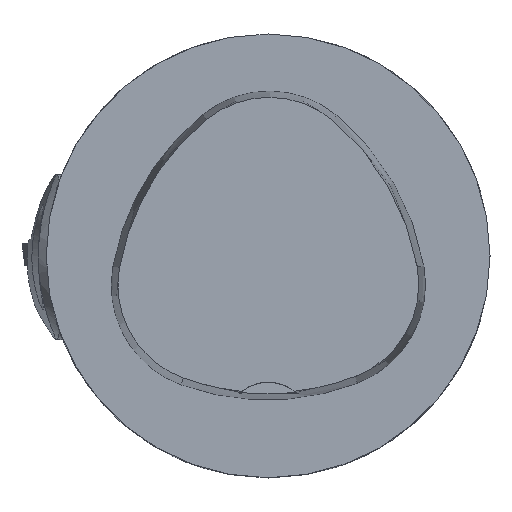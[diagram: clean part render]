
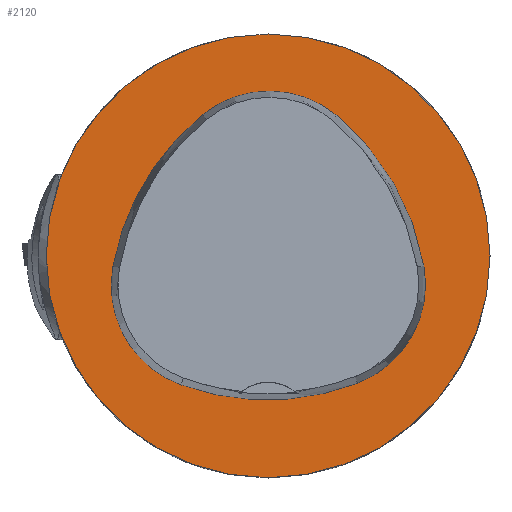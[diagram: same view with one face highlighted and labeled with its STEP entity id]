
A CAD part, top view. The second image highlights one B-rep face of the part: STEP entity #2120.
In plain terms, the highlighted planar face has unit normal (0, 0, 1).
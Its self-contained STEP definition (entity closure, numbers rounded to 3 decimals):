
#1765=FACE_BOUND('',#3162,.T.);
#1766=FACE_BOUND('',#3163,.T.);
#2120=ADVANCED_FACE('',(#1765,#1766),#2439,.T.);
#2439=PLANE('',#7655);
#3162=EDGE_LOOP('',(#4938,#4939,#4940,#4941,#4942,#4943));
#3163=EDGE_LOOP('',(#4944));
#4938=ORIENTED_EDGE('',*,*,#6695,.T.);
#4939=ORIENTED_EDGE('',*,*,#6693,.T.);
#4940=ORIENTED_EDGE('',*,*,#6691,.T.);
#4941=ORIENTED_EDGE('',*,*,#6689,.T.);
#4942=ORIENTED_EDGE('',*,*,#6687,.T.);
#4943=ORIENTED_EDGE('',*,*,#6685,.T.);
#4944=ORIENTED_EDGE('',*,*,#6665,.F.);
#5741=VERTEX_POINT('',#11795);
#5752=VERTEX_POINT('',#11841);
#5753=VERTEX_POINT('',#11843);
#5754=VERTEX_POINT('',#11847);
#5755=VERTEX_POINT('',#11851);
#5756=VERTEX_POINT('',#11855);
#5757=VERTEX_POINT('',#11859);
#6665=EDGE_CURVE('',#5741,#5741,#6978,.T.);
#6685=EDGE_CURVE('',#5753,#5752,#6990,.T.);
#6687=EDGE_CURVE('',#5754,#5753,#6991,.T.);
#6689=EDGE_CURVE('',#5755,#5754,#6992,.T.);
#6691=EDGE_CURVE('',#5756,#5755,#6993,.T.);
#6693=EDGE_CURVE('',#5757,#5756,#6994,.T.);
#6695=EDGE_CURVE('',#5752,#5757,#6995,.T.);
#6978=CIRCLE('',#7618,31.5);
#6990=CIRCLE('',#7643,36.);
#6991=CIRCLE('',#7645,15.);
#6992=CIRCLE('',#7647,36.);
#6993=CIRCLE('',#7649,15.);
#6994=CIRCLE('',#7651,36.);
#6995=CIRCLE('',#7653,15.);
#7618=AXIS2_PLACEMENT_3D('',#11794,#9354,#9355);
#7643=AXIS2_PLACEMENT_3D('',#11842,#9411,#9412);
#7645=AXIS2_PLACEMENT_3D('',#11846,#9416,#9417);
#7647=AXIS2_PLACEMENT_3D('',#11850,#9421,#9422);
#7649=AXIS2_PLACEMENT_3D('',#11854,#9426,#9427);
#7651=AXIS2_PLACEMENT_3D('',#11858,#9431,#9432);
#7653=AXIS2_PLACEMENT_3D('',#11862,#9436,#9437);
#7655=AXIS2_PLACEMENT_3D('',#11864,#9440,#9441);
#9354=DIRECTION('',(0.,0.,-1.));
#9355=DIRECTION('',(1.,0.,0.));
#9411=DIRECTION('',(0.,0.,-1.));
#9412=DIRECTION('',(-1.,0.,0.));
#9416=DIRECTION('',(0.,0.,-1.));
#9417=DIRECTION('',(-1.,0.,0.));
#9421=DIRECTION('',(0.,0.,-1.));
#9422=DIRECTION('',(-1.,0.,0.));
#9426=DIRECTION('',(0.,0.,-1.));
#9427=DIRECTION('',(-1.,0.,0.));
#9431=DIRECTION('',(0.,0.,-1.));
#9432=DIRECTION('',(-1.,0.,0.));
#9436=DIRECTION('',(0.,0.,-1.));
#9437=DIRECTION('',(-1.,0.,0.));
#9440=DIRECTION('',(0.,0.,1.));
#9441=DIRECTION('',(1.,0.,0.));
#11794=CARTESIAN_POINT('',(0.,0.,0.));
#11795=CARTESIAN_POINT('',(31.5,0.,0.));
#11841=CARTESIAN_POINT('',(-12.373,-18.307,0.));
#11842=CARTESIAN_POINT('',(-0.137,15.55,0.));
#11843=CARTESIAN_POINT('',(12.693,-18.087,0.));
#11846=CARTESIAN_POINT('',(7.347,-4.071,0.));
#11847=CARTESIAN_POINT('',(22.122,-1.48,0.));
#11850=CARTESIAN_POINT('',(-13.337,-7.7,0.));
#11851=CARTESIAN_POINT('',(9.779,19.898,0.));
#11854=CARTESIAN_POINT('',(0.148,8.399,0.));
#11855=CARTESIAN_POINT('',(-9.317,20.036,0.));
#11858=CARTESIAN_POINT('',(13.398,-7.893,0.));
#11859=CARTESIAN_POINT('',(-22.041,-1.562,0.));
#11862=CARTESIAN_POINT('',(-7.275,-4.2,0.));
#11864=CARTESIAN_POINT('',(0.,0.,0.));
